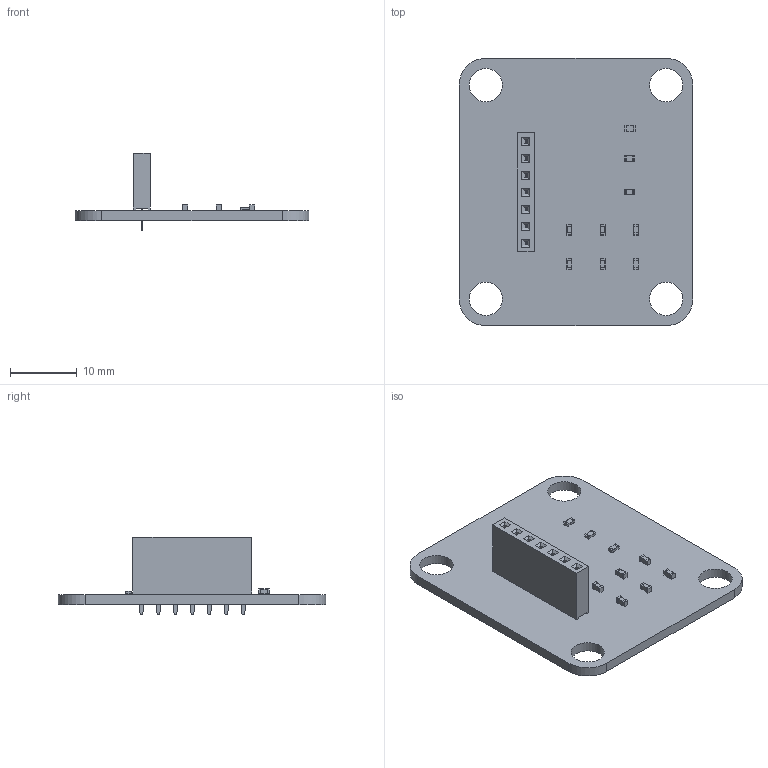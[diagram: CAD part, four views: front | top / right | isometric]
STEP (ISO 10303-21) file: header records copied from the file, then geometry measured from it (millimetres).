
FILE_DESCRIPTION(('KiCad electronic assembly'),'2;1');
FILE_NAME('sensor_ppg.step','2026-02-20T13:09:22',('Pcbnew'),('Kicad'), 'Open CASCADE STEP processor 7.8','KiCad to STEP converter','Unknown' );
FILE_SCHEMA(('AUTOMOTIVE_DESIGN { 1 0 10303 214 1 1 1 1 }'));
Length unit declared in the file: millimetre
Products named in the file (5): sensor_ppg 1; C_0603_1608Metric; R_0603_1608Metric; PinSocket_1x07_P2.54mm_Vertical; sensor_ppg_PCB
Assembly tree (11 placements, depth 2):
  sensor_ppg 1
    C_0603_1608Metric  x6
    R_0603_1608Metric  x3
    PinSocket_1x07_P2.54mm_Vertical
    sensor_ppg_PCB
Bounding box: 35 x 40 x 11.6 mm (x, y, z)
Volume: 2335 mm3; surface area: 3614.1 mm2
Topology: 11 solids, 11 shells, 459 faces, 1193 edges, 782 vertices
Faces by surface type: plane 348, cylinder 111
Full cylindrical faces by diameter (mm): 1 x7, 5 x4
Entity records: 10849 total; most frequent: CARTESIAN_POINT 1430, ORIENTED_EDGE 1394, DIRECTION 1325, EDGE_CURVE 697, LINE 627, VECTOR 627, VERTEX_POINT 454, AXIS2_PLACEMENT_3D 349
